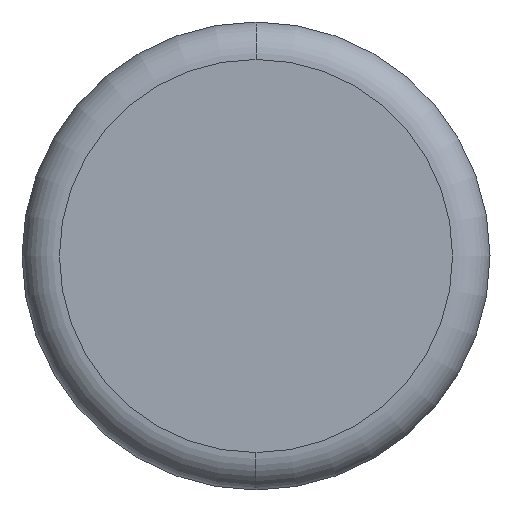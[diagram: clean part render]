
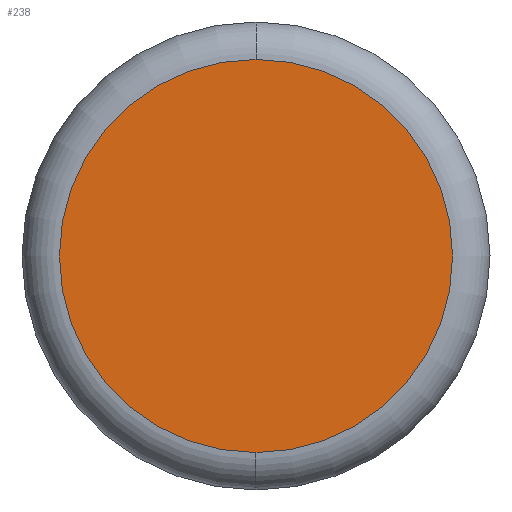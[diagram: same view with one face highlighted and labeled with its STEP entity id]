
A CAD part, front view. The second image highlights one B-rep face of the part: STEP entity #238.
In plain terms, the highlighted planar face has unit normal (0, -1, 0).
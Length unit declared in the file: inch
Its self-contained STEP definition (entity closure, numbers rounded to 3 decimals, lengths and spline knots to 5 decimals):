
#36 = CARTESIAN_POINT ( 'NONE',  ( 0., 0., -0.0525 ) ) ;
#49 = FACE_OUTER_BOUND ( 'NONE', #341, .T. ) ;
#55 = ORIENTED_EDGE ( 'NONE', *, *, #330, .T. ) ;
#56 = CARTESIAN_POINT ( 'NONE',  ( 0., 0., 0. ) ) ;
#60 = DIRECTION ( 'NONE',  ( 0., -1., 0. ) ) ;
#68 = EDGE_CURVE ( 'NONE', #295, #164, #332, .T. ) ;
#74 = DIRECTION ( 'NONE',  ( 0., 0., -1. ) ) ;
#90 = AXIS2_PLACEMENT_3D ( 'NONE', #56, #169, #305 ) ;
#109 = PLANE ( 'NONE',  #291 ) ;
#119 = CIRCLE ( 'NONE', #90, 0.0525 ) ;
#128 = ORIENTED_EDGE ( 'NONE', *, *, #68, .T. ) ;
#146 = AXIS2_PLACEMENT_3D ( 'NONE', #207, #384, #270 ) ;
#164 = VERTEX_POINT ( 'NONE', #36 ) ;
#169 = DIRECTION ( 'NONE',  ( 0., -1., 0. ) ) ;
#207 = CARTESIAN_POINT ( 'NONE',  ( 0., 0., 0. ) ) ;
#238 = ADVANCED_FACE ( 'NONE', ( #49 ), #109, .T. ) ;
#270 = DIRECTION ( 'NONE',  ( 0., 0., -1. ) ) ;
#291 = AXIS2_PLACEMENT_3D ( 'NONE', #296, #60, #74 ) ;
#295 = VERTEX_POINT ( 'NONE', #376 ) ;
#296 = CARTESIAN_POINT ( 'NONE',  ( 0., 0., 0. ) ) ;
#305 = DIRECTION ( 'NONE',  ( 0., 0., -1. ) ) ;
#330 = EDGE_CURVE ( 'NONE', #164, #295, #119, .T. ) ;
#332 = CIRCLE ( 'NONE', #146, 0.0525 ) ;
#341 = EDGE_LOOP ( 'NONE', ( #55, #128 ) ) ;
#376 = CARTESIAN_POINT ( 'NONE',  ( 0., 0., 0.0525 ) ) ;
#384 = DIRECTION ( 'NONE',  ( 0., -1., 0. ) ) ;
